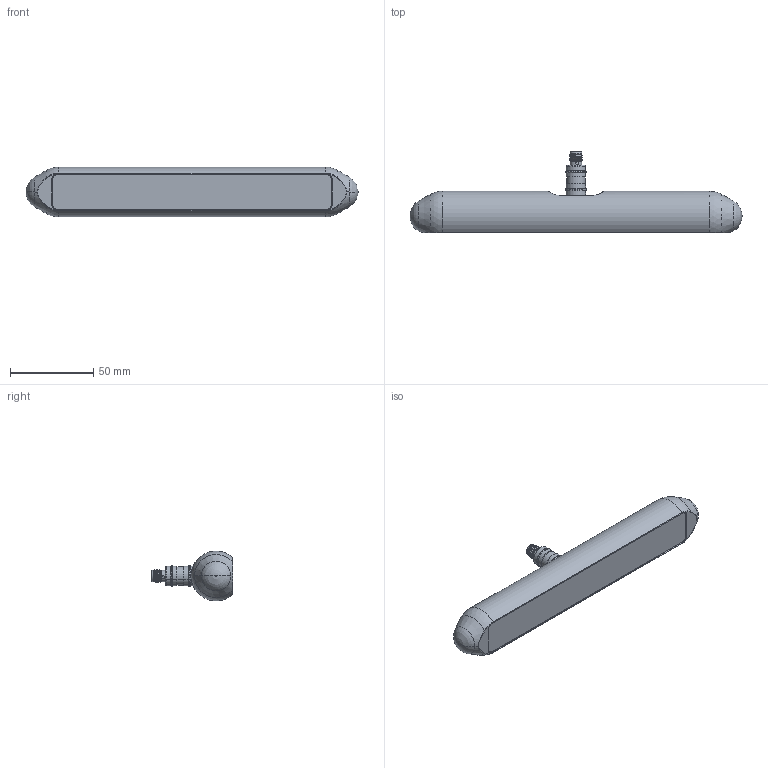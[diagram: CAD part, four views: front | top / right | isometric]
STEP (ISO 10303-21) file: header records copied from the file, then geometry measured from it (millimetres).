
FILE_DESCRIPTION (( 'STEP AP203' ), '1' );
FILE_NAME ('ABE-Z30-150-Z12_outline.STEP', '2020-12-09T07:39:03', ( '' ), ( '' ), 'SwSTEP 2.0', 'SolidWorks 2020', '' );
FILE_SCHEMA (( 'CONFIG_CONTROL_DESIGN' ));
Length unit declared in the file: millimetre
Products named in the file (1): ABE-Z30-150-Z12_outline
Bounding box: 200 x 49 x 29.98 mm (x, y, z)
Surface area: 20407.6 mm2 (no closed solid volume)
Topology: 0 solids, 11 shells, 121 faces, 313 edges, 197 vertices
Faces by surface type: cylinder 46, plane 28, cone 18, torus 16, bspline 11, sphere 2
Entity records: 5132 total; most frequent: CARTESIAN_POINT 2166, DIRECTION 650, ORIENTED_EDGE 548, EDGE_CURVE 305, AXIS2_PLACEMENT_3D 277, VERTEX_POINT 197, CIRCLE 166, EDGE_LOOP 136
